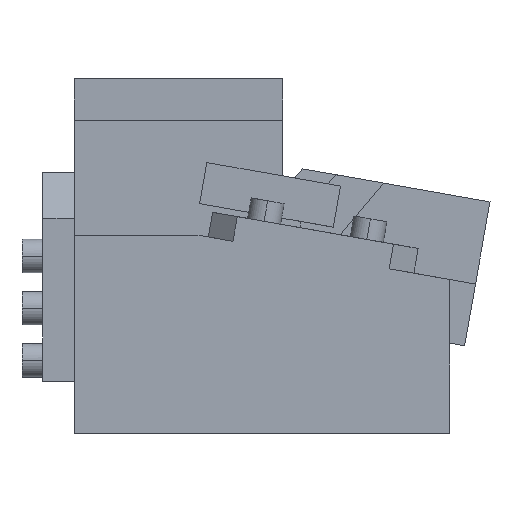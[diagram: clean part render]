
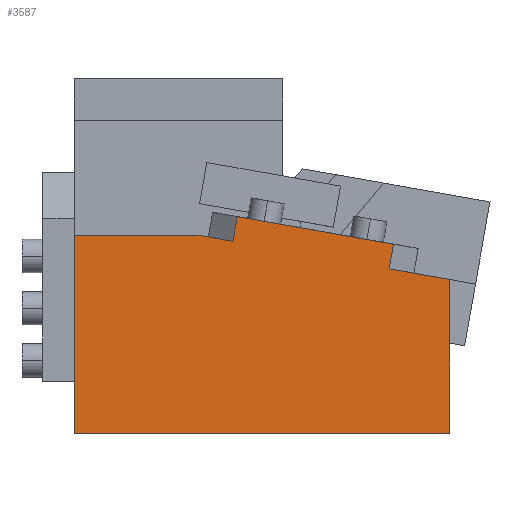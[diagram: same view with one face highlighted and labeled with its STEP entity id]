
A CAD part, front view. The second image highlights one B-rep face of the part: STEP entity #3587.
In plain terms, the highlighted planar face has unit normal (0, -1, 0).
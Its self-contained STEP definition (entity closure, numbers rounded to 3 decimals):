
#972=CARTESIAN_POINT('Vertex',(0.,0.,0.)) ;
#975=CARTESIAN_POINT('Line Origine',(0.,0.,47.5)) ;
#979=CARTESIAN_POINT('Vertex',(0.,0.,95.)) ;
#1016=CARTESIAN_POINT('Line Origine',(165.474,0.,76.285)) ;
#1020=CARTESIAN_POINT('Vertex',(150.948,0.,78.847)) ;
#1022=CARTESIAN_POINT('Vertex',(180.,0.,73.724)) ;
#1284=CARTESIAN_POINT('Line Origine',(115.609,0.,97.263)) ;
#1288=CARTESIAN_POINT('Vertex',(78.187,0.,103.862)) ;
#1290=CARTESIAN_POINT('Vertex',(153.032,0.,90.664)) ;
#1713=CARTESIAN_POINT('Vertex',(76.103,0.,92.044)) ;
#1716=CARTESIAN_POINT('Line Origine',(77.145,0.,97.953)) ;
#1847=CARTESIAN_POINT('Vertex',(59.337,0.,95.)) ;
#1850=CARTESIAN_POINT('Line Origine',(67.72,0.,93.522)) ;
#2050=CARTESIAN_POINT('Line Origine',(29.669,0.,95.)) ;
#2072=CARTESIAN_POINT('Line Origine',(151.99,0.,84.755)) ;
#3420=CARTESIAN_POINT('Line Origine',(180.,0.,36.862)) ;
#3424=CARTESIAN_POINT('Vertex',(180.,0.,0.)) ;
#3566=CARTESIAN_POINT('Axis2P3D Location',(0.,0.,0.)) ;
#3571=CARTESIAN_POINT('Line Origine',(90.,0.,0.)) ;
#976=DIRECTION('Vector Direction',(0.,0.,-1.)) ;
#1017=DIRECTION('Vector Direction',(0.985,0.,-0.174)) ;
#1285=DIRECTION('Vector Direction',(0.985,0.,-0.174)) ;
#1717=DIRECTION('Vector Direction',(0.174,0.,0.985)) ;
#1851=DIRECTION('Vector Direction',(-0.985,0.,0.174)) ;
#2051=DIRECTION('Vector Direction',(1.,0.,0.)) ;
#2073=DIRECTION('Vector Direction',(-0.174,0.,-0.985)) ;
#3421=DIRECTION('Vector Direction',(0.,0.,1.)) ;
#3567=DIRECTION('Axis2P3D Direction',(0.,-1.,0.)) ;
#3568=DIRECTION('Axis2P3D XDirection',(1.,0.,0.)) ;
#3572=DIRECTION('Vector Direction',(-1.,0.,0.)) ;
#3569=AXIS2_PLACEMENT_3D('Plane Axis2P3D',#3566,#3567,#3568) ;
#3577=ORIENTED_EDGE('',*,*,#2076,.F.) ;
#3578=ORIENTED_EDGE('',*,*,#1292,.F.) ;
#3579=ORIENTED_EDGE('',*,*,#1720,.F.) ;
#3580=ORIENTED_EDGE('',*,*,#1854,.T.) ;
#3581=ORIENTED_EDGE('',*,*,#2054,.F.) ;
#3582=ORIENTED_EDGE('',*,*,#981,.T.) ;
#3583=ORIENTED_EDGE('',*,*,#3575,.F.) ;
#3584=ORIENTED_EDGE('',*,*,#3426,.T.) ;
#3585=ORIENTED_EDGE('',*,*,#1024,.F.) ;
#977=VECTOR('Line Direction',#976,1.) ;
#1018=VECTOR('Line Direction',#1017,1.) ;
#1286=VECTOR('Line Direction',#1285,1.) ;
#1718=VECTOR('Line Direction',#1717,1.) ;
#1852=VECTOR('Line Direction',#1851,1.) ;
#2052=VECTOR('Line Direction',#2051,1.) ;
#2074=VECTOR('Line Direction',#2073,1.) ;
#3422=VECTOR('Line Direction',#3421,1.) ;
#3573=VECTOR('Line Direction',#3572,1.) ;
#3587=ADVANCED_FACE('CAM HOLDER',(#3586),#3570,.T.) ;
#981=EDGE_CURVE('',#980,#973,#978,.T.) ;
#1024=EDGE_CURVE('',#1021,#1023,#1019,.T.) ;
#1292=EDGE_CURVE('',#1289,#1291,#1287,.T.) ;
#1720=EDGE_CURVE('',#1714,#1289,#1719,.T.) ;
#1854=EDGE_CURVE('',#1714,#1848,#1853,.T.) ;
#2054=EDGE_CURVE('',#980,#1848,#2053,.T.) ;
#2076=EDGE_CURVE('',#1291,#1021,#2075,.T.) ;
#3426=EDGE_CURVE('',#3425,#1023,#3423,.T.) ;
#3575=EDGE_CURVE('',#3425,#973,#3574,.T.) ;
#3576=EDGE_LOOP('',(#3577,#3578,#3579,#3580,#3581,#3582,#3583,#3584,#3585)) ;
#3586=FACE_OUTER_BOUND('',#3576,.T.) ;
#978=LINE('Line',#975,#977) ;
#1019=LINE('Line',#1016,#1018) ;
#1287=LINE('Line',#1284,#1286) ;
#1719=LINE('Line',#1716,#1718) ;
#1853=LINE('Line',#1850,#1852) ;
#2053=LINE('Line',#2050,#2052) ;
#2075=LINE('Line',#2072,#2074) ;
#3423=LINE('Line',#3420,#3422) ;
#3574=LINE('Line',#3571,#3573) ;
#3570=PLANE('Plane',#3569) ;
#973=VERTEX_POINT('',#972) ;
#980=VERTEX_POINT('',#979) ;
#1021=VERTEX_POINT('',#1020) ;
#1023=VERTEX_POINT('',#1022) ;
#1289=VERTEX_POINT('',#1288) ;
#1291=VERTEX_POINT('',#1290) ;
#1714=VERTEX_POINT('',#1713) ;
#1848=VERTEX_POINT('',#1847) ;
#3425=VERTEX_POINT('',#3424) ;
